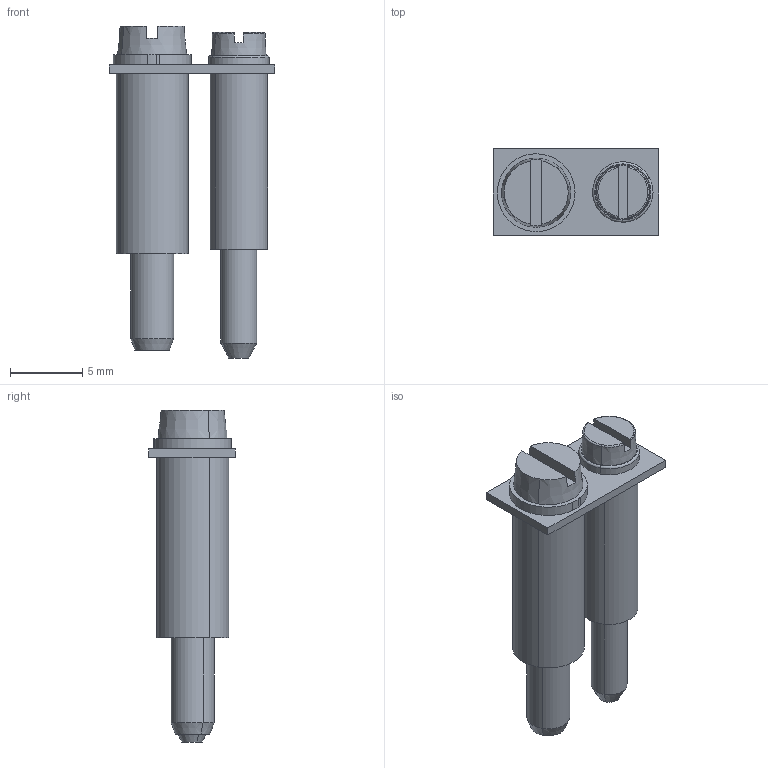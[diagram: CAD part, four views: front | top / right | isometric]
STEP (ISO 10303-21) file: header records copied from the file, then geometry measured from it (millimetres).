
FILE_DESCRIPTION(('CATIA V5R20 STEP214','CAx-IF Rec.Pracs.--- Model Styling and Organization---1.2---2011-12-15'),'2;1');
FILE_NAME ('8257721_2_1859600000_1859600000_S.stp','2015-10-15T09:31:44+00:00',('none'),('Weidmueller'),'CATIA Version 5-6 Release 2014 SP4','CATIA V5 STEP AP214','none');
FILE_SCHEMA(('AUTOMOTIVE_DESIGN { 1 0 10303 214 1 1 1 1 }'));
Length unit declared in the file: millimetre
Products named in the file (1): 1859600000_Q WDU6-2-5_SET
Bounding box: 11.5 x 6 x 23.05 mm (x, y, z)
Volume: 593 mm3; surface area: 698.3 mm2
Topology: 1 solids, 1 shells, 50 faces, 114 edges, 74 vertices
Faces by surface type: plane 22, cylinder 14, cone 8, torus 6
Entity records: 1376 total; most frequent: CARTESIAN_POINT 292, ORIENTED_EDGE 228, DIRECTION 176, EDGE_CURVE 114, AXIS2_PLACEMENT_3D 98, VERTEX_POINT 74, CIRCLE 60, EDGE_LOOP 58
